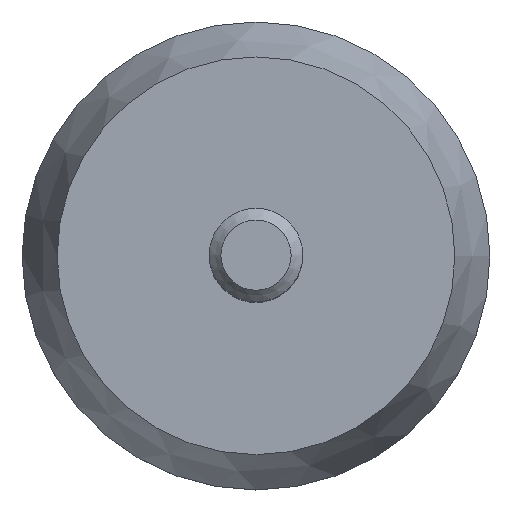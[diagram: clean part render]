
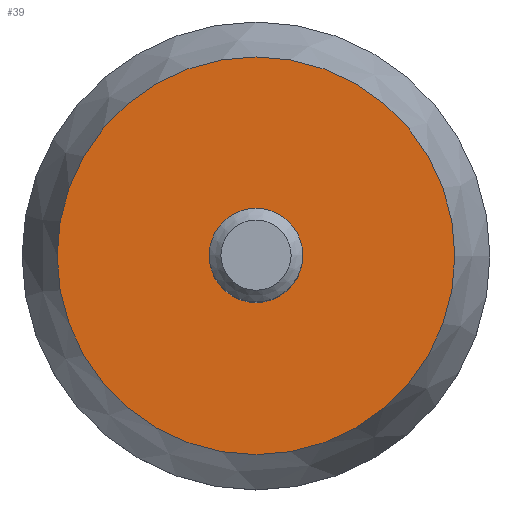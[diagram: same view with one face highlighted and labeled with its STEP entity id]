
A CAD part, top view. The second image highlights one B-rep face of the part: STEP entity #39.
In plain terms, the highlighted planar face has unit normal (0, 0, 1).
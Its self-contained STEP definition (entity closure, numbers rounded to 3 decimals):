
#39 = ADVANCED_FACE( '', ( #78, #79 ), #80, .T. );
#78 = FACE_OUTER_BOUND( '', #111, .T. );
#79 = FACE_BOUND( '', #112, .T. );
#80 = PLANE( '', #113 );
#111 = EDGE_LOOP( '', ( #146 ) );
#112 = EDGE_LOOP( '', ( #147 ) );
#113 = AXIS2_PLACEMENT_3D( '', #148, #149, #150 );
#146 = ORIENTED_EDGE( '', *, *, #166, .T. );
#147 = ORIENTED_EDGE( '', *, *, #163, .F. );
#148 = CARTESIAN_POINT( '', ( 4., 0., 11. ) );
#149 = DIRECTION( '', ( 0., 0., 1. ) );
#150 = DIRECTION( '', ( 1., 0., 0. ) );
#163 = EDGE_CURVE( '', #177, #177, #178, .T. );
#166 = EDGE_CURVE( '', #182, #182, #183, .T. );
#177 = VERTEX_POINT( '', #196 );
#178 = CIRCLE( '', #197, 4. );
#182 = VERTEX_POINT( '', #201 );
#183 = CIRCLE( '', #202, 17. );
#196 = CARTESIAN_POINT( '', ( 4., 0., 11. ) );
#197 = AXIS2_PLACEMENT_3D( '', #215, #216, #217 );
#201 = CARTESIAN_POINT( '', ( 17., 0., 11. ) );
#202 = AXIS2_PLACEMENT_3D( '', #221, #222, #223 );
#215 = CARTESIAN_POINT( '', ( 0., 0., 11. ) );
#216 = DIRECTION( '', ( 0., 0., 1. ) );
#217 = DIRECTION( '', ( 1., 0., 0. ) );
#221 = CARTESIAN_POINT( '', ( 0., 0., 11. ) );
#222 = DIRECTION( '', ( 0., 0., 1. ) );
#223 = DIRECTION( '', ( 1., 0., 0. ) );
